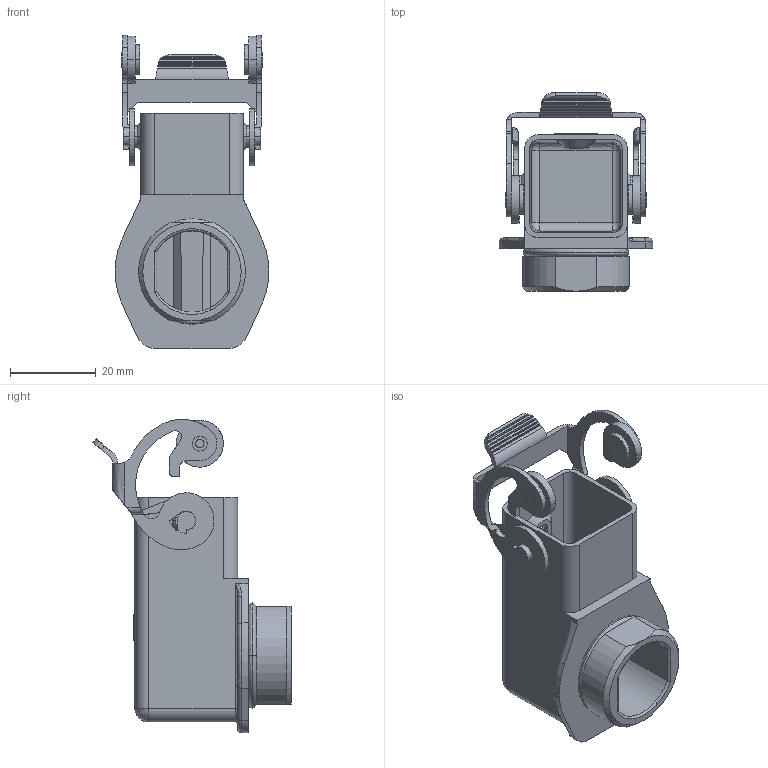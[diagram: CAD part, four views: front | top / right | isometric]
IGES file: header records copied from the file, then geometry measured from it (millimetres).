
Start section: Elysium IGES Interface
Global section: file name: MKAX IAF25.igs; native system: SolidDesigner 16.00A  16-Aug-2008; preprocessor: CoCreate IGES_3D V2.2; author: Unknown; organization: Unknown; date: 20100112.160934; units: millimetre
Bounding box: 35.86 x 46.3 x 73.16 mm (x, y, z)
Volume: 12922.1 mm3; surface area: 15188.4 mm2
Topology: 3 solids, 3 shells, 317 faces, 810 edges, 512 vertices
Faces by surface type: bspline 317
